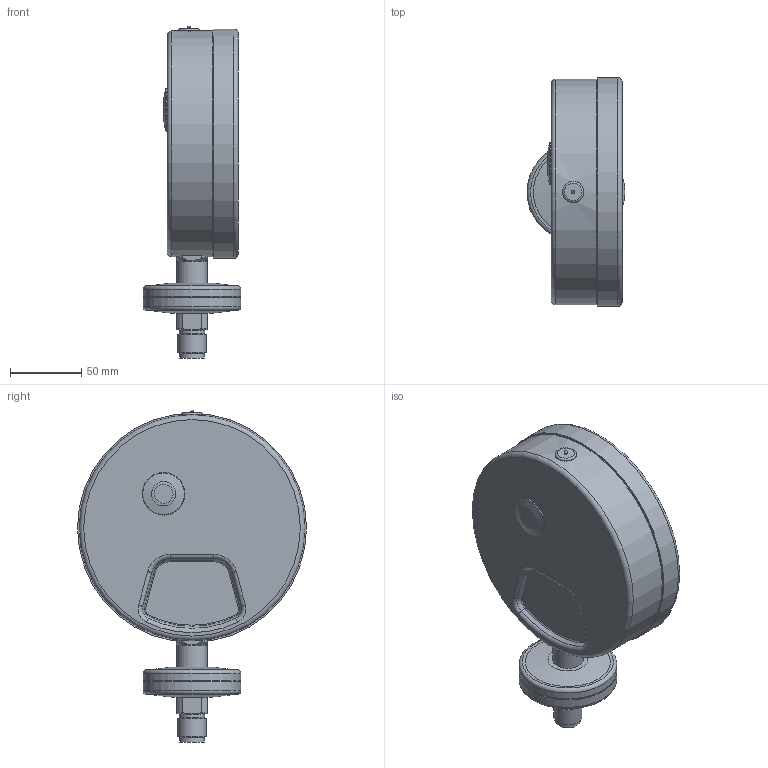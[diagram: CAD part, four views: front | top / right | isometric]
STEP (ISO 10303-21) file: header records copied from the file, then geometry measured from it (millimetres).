
FILE_DESCRIPTION(/* description */ (''),/* implementation_level */ '2;1');
FILE_NAME(/* name */ 'PF160E_D402_859XX402.stp',/* time_stamp */ '2018-02-02T10:57:11+01:00',/* author */ ('acgl'),/* organization */ (''),/* preprocessor_version */ 'ST-DEVELOPER v15.6',/* originating_system */ 'Autodesk Inventor 2015',/* authorisation */ '');
FILE_SCHEMA (('AUTOMOTIVE_DESIGN { 1 0 10303 214 3 1 1 }'));
Length unit declared in the file: centimetre
Products named in the file (1): PF160E_D402_859XX402
Bounding box: 69 x 161.3 x 233.8 mm (x, y, z)
Volume: 1022005.2 mm3; surface area: 79800.6 mm2
Topology: 1 solids, 1 shells, 91 faces, 196 edges, 118 vertices
Faces by surface type: cylinder 27, plane 26, torus 19, cone 17, sphere 1, bspline 1
Full cylindrical faces by diameter (mm): 2.5 x1, 15 x1, 17.5 x1, 18.2 x1, 20 x1, 21.5 x1, 30 x1, 69 x2, 159 x1, 161.3 x1
Entity records: 2499 total; most frequent: CARTESIAN_POINT 472, DIRECTION 422, ORIENTED_EDGE 326, AXIS2_PLACEMENT_3D 189, EDGE_CURVE 161, EDGE_LOOP 131, VERTEX_POINT 112, CIRCLE 98
